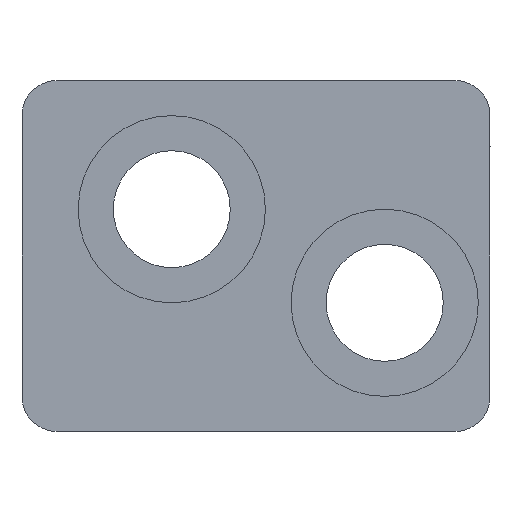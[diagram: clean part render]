
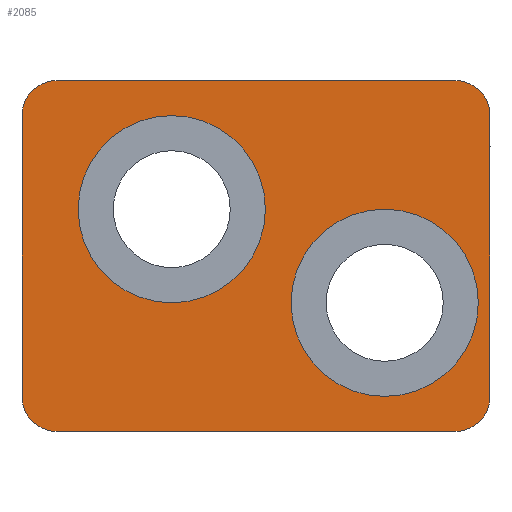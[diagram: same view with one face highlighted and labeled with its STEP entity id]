
A CAD part, left-side view. The second image highlights one B-rep face of the part: STEP entity #2085.
In plain terms, the highlighted planar face has unit normal (-1, 0, 0).
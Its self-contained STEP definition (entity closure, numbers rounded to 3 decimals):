
#435=CARTESIAN_POINT('',(-7.5,9.561,7.061));
#436=VERTEX_POINT('',#435);
#445=CARTESIAN_POINT('',(-7.5,8.5,7.5));
#446=VERTEX_POINT('',#445);
#447=CARTESIAN_POINT('',(-7.5,8.5,6.0));
#448=DIRECTION('',(1.,0.0,0.0));
#449=DIRECTION('',(0.0,0.707,0.707));
#450=AXIS2_PLACEMENT_3D('',#447,#448,#449);
#451=CIRCLE('',#450,1.5);
#452=EDGE_CURVE('',#436,#446,#451,.T.);
#479=CARTESIAN_POINT('',(-7.5,9.561,-7.061));
#480=VERTEX_POINT('',#479);
#496=CARTESIAN_POINT('',(-7.5,8.5,-7.5));
#497=VERTEX_POINT('',#496);
#504=CARTESIAN_POINT('',(-7.5,8.5,-6.0));
#505=DIRECTION('',(1.,0.0,0.0));
#506=DIRECTION('',(0.0,0.707,-0.707));
#507=AXIS2_PLACEMENT_3D('',#504,#505,#506);
#508=CIRCLE('',#507,1.5);
#509=EDGE_CURVE('',#497,#480,#508,.T.);
#519=CARTESIAN_POINT('',(-7.5,-9.561,-7.061));
#520=VERTEX_POINT('',#519);
#529=CARTESIAN_POINT('',(-7.5,-8.5,-7.5));
#530=VERTEX_POINT('',#529);
#531=CARTESIAN_POINT('',(-7.5,-8.5,-6.0));
#532=DIRECTION('',(1.,0.0,0.0));
#533=DIRECTION('',(0.0,-0.707,-0.707));
#534=AXIS2_PLACEMENT_3D('',#531,#532,#533);
#535=CIRCLE('',#534,1.5);
#536=EDGE_CURVE('',#520,#530,#535,.T.);
#647=CARTESIAN_POINT('',(-7.5,-9.561,7.061));
#648=VERTEX_POINT('',#647);
#664=CARTESIAN_POINT('',(-7.5,-8.5,7.5));
#665=VERTEX_POINT('',#664);
#672=CARTESIAN_POINT('',(-7.5,-8.5,6.0));
#673=DIRECTION('',(1.,0.0,0.0));
#674=DIRECTION('',(0.0,-0.707,0.707));
#675=AXIS2_PLACEMENT_3D('',#672,#673,#674);
#676=CIRCLE('',#675,1.5);
#677=EDGE_CURVE('',#665,#648,#676,.T.);
#689=CARTESIAN_POINT('',(-7.5,-0.4,2.0));
#690=VERTEX_POINT('',#689);
#706=CARTESIAN_POINT('',(-7.5,7.6,2.));
#707=VERTEX_POINT('',#706);
#714=CARTESIAN_POINT('',(-7.5,3.6,2.0));
#715=DIRECTION('',(1.0,0.0,0.0));
#716=DIRECTION('',(0.0,-1.0,0.0));
#717=AXIS2_PLACEMENT_3D('',#714,#715,#716);
#718=CIRCLE('',#717,4.0);
#719=EDGE_CURVE('',#690,#707,#718,.T.);
#731=CARTESIAN_POINT('',(-7.5,-9.5,-2.0));
#732=VERTEX_POINT('',#731);
#748=CARTESIAN_POINT('',(-7.5,-1.5,-2.0));
#749=VERTEX_POINT('',#748);
#756=CARTESIAN_POINT('',(-7.5,-5.5,-2.0));
#757=DIRECTION('',(1.0,0.0,0.0));
#758=DIRECTION('',(0.0,-1.0,0.0));
#759=AXIS2_PLACEMENT_3D('',#756,#757,#758);
#760=CIRCLE('',#759,4.0);
#761=EDGE_CURVE('',#732,#749,#760,.T.);
#1636=CARTESIAN_POINT('',(-7.5,-5.5,-2.0));
#1637=DIRECTION('',(1.0,0.0,0.0));
#1638=DIRECTION('',(0.0,-1.0,0.0));
#1639=AXIS2_PLACEMENT_3D('',#1636,#1637,#1638);
#1640=CIRCLE('',#1639,4.0);
#1641=EDGE_CURVE('',#749,#732,#1640,.T.);
#1680=CARTESIAN_POINT('',(-7.5,3.6,2.0));
#1681=DIRECTION('',(1.0,0.0,0.0));
#1682=DIRECTION('',(0.0,-1.0,0.0));
#1683=AXIS2_PLACEMENT_3D('',#1680,#1681,#1682);
#1684=CIRCLE('',#1683,4.0);
#1685=EDGE_CURVE('',#707,#690,#1684,.T.);
#1724=CARTESIAN_POINT('',(-7.5,-10.0,6.0));
#1725=VERTEX_POINT('',#1724);
#1726=CARTESIAN_POINT('',(-7.5,-8.5,6.0));
#1727=DIRECTION('',(1.,0.0,0.0));
#1728=DIRECTION('',(0.0,-0.707,0.707));
#1729=AXIS2_PLACEMENT_3D('',#1726,#1727,#1728);
#1730=CIRCLE('',#1729,1.5);
#1731=EDGE_CURVE('',#648,#1725,#1730,.T.);
#1886=CARTESIAN_POINT('',(-7.5,-10.0,-6.0));
#1887=VERTEX_POINT('',#1886);
#1894=CARTESIAN_POINT('',(-7.5,-8.5,-6.0));
#1895=DIRECTION('',(1.,0.0,0.0));
#1896=DIRECTION('',(0.0,-0.707,-0.707));
#1897=AXIS2_PLACEMENT_3D('',#1894,#1895,#1896);
#1898=CIRCLE('',#1897,1.5);
#1899=EDGE_CURVE('',#1887,#520,#1898,.T.);
#1918=CARTESIAN_POINT('',(-7.5,-10.0,-6.0));
#1919=DIRECTION('',(0.0,0.0,1.0));
#1920=VECTOR('',#1919,12.0);
#1921=LINE('',#1918,#1920);
#1922=EDGE_CURVE('',#1887,#1725,#1921,.T.);
#1999=CARTESIAN_POINT('',(-7.5,10.0,-6.0));
#2000=VERTEX_POINT('',#1999);
#2001=CARTESIAN_POINT('',(-7.5,8.5,-6.0));
#2002=DIRECTION('',(1.,0.0,0.0));
#2003=DIRECTION('',(0.0,0.707,-0.707));
#2004=AXIS2_PLACEMENT_3D('',#2001,#2002,#2003);
#2005=CIRCLE('',#2004,1.5);
#2006=EDGE_CURVE('',#480,#2000,#2005,.T.);
#2024=CARTESIAN_POINT('',(-7.5,10.0,6.0));
#2025=VERTEX_POINT('',#2024);
#2026=CARTESIAN_POINT('',(-7.5,10.0,-6.0));
#2027=DIRECTION('',(0.0,0.0,1.0));
#2028=VECTOR('',#2027,12.0);
#2029=LINE('',#2026,#2028);
#2030=EDGE_CURVE('',#2000,#2025,#2029,.T.);
#2042=CARTESIAN_POINT('',(-7.5,-10.0,-7.5));
#2043=DIRECTION('',(-1.0,0.0,0.0));
#2044=DIRECTION('',(0.0,0.0,1.0));
#2045=AXIS2_PLACEMENT_3D('',#2042,#2043,#2044);
#2046=PLANE('',#2045);
#2047=ORIENTED_EDGE('',*,*,#677,.F.);
#2048=CARTESIAN_POINT('',(-7.5,-8.5,7.5));
#2049=DIRECTION('',(0.0,1.0,0.0));
#2050=VECTOR('',#2049,17.);
#2051=LINE('',#2048,#2050);
#2052=EDGE_CURVE('',#665,#446,#2051,.T.);
#2053=ORIENTED_EDGE('',*,*,#2052,.T.);
#2054=ORIENTED_EDGE('',*,*,#452,.F.);
#2055=CARTESIAN_POINT('',(-7.5,8.5,6.0));
#2056=DIRECTION('',(1.,0.0,0.0));
#2057=DIRECTION('',(0.0,0.707,0.707));
#2058=AXIS2_PLACEMENT_3D('',#2055,#2056,#2057);
#2059=CIRCLE('',#2058,1.5);
#2060=EDGE_CURVE('',#2025,#436,#2059,.T.);
#2061=ORIENTED_EDGE('',*,*,#2060,.F.);
#2062=ORIENTED_EDGE('',*,*,#2030,.F.);
#2063=ORIENTED_EDGE('',*,*,#2006,.F.);
#2064=ORIENTED_EDGE('',*,*,#509,.F.);
#2065=CARTESIAN_POINT('',(-7.5,8.5,-7.5));
#2066=DIRECTION('',(0.0,-1.0,0.0));
#2067=VECTOR('',#2066,17.);
#2068=LINE('',#2065,#2067);
#2069=EDGE_CURVE('',#497,#530,#2068,.T.);
#2070=ORIENTED_EDGE('',*,*,#2069,.T.);
#2071=ORIENTED_EDGE('',*,*,#536,.F.);
#2072=ORIENTED_EDGE('',*,*,#1899,.F.);
#2073=ORIENTED_EDGE('',*,*,#1922,.T.);
#2074=ORIENTED_EDGE('',*,*,#1731,.F.);
#2075=EDGE_LOOP('',(#2047,#2053,#2054,#2061,#2062,#2063,#2064,#2070,#2071,#2072,#2073,#2074));
#2076=FACE_OUTER_BOUND('',#2075,.T.);
#2077=ORIENTED_EDGE('',*,*,#761,.T.);
#2078=ORIENTED_EDGE('',*,*,#1641,.T.);
#2079=EDGE_LOOP('',(#2077,#2078));
#2080=FACE_BOUND('',#2079,.T.);
#2081=ORIENTED_EDGE('',*,*,#719,.T.);
#2082=ORIENTED_EDGE('',*,*,#1685,.T.);
#2083=EDGE_LOOP('',(#2081,#2082));
#2084=FACE_BOUND('',#2083,.T.);
#2085=ADVANCED_FACE('',(#2076,#2080,#2084),#2046,.T.);
